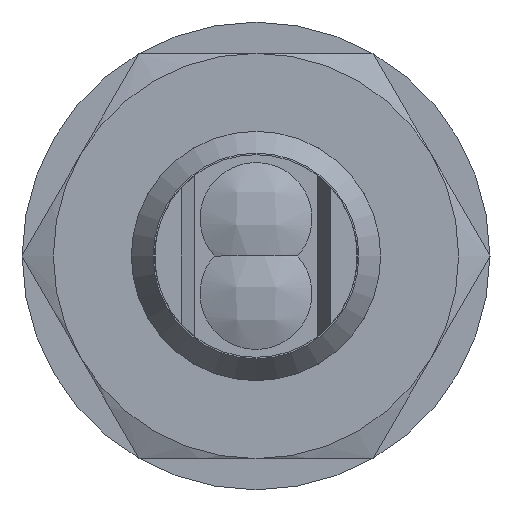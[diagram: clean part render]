
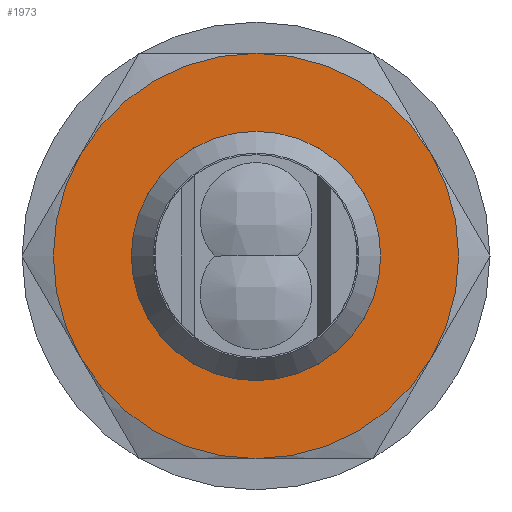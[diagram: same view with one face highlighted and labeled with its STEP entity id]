
A CAD part, left-side view. The second image highlights one B-rep face of the part: STEP entity #1973.
In plain terms, the highlighted planar face has unit normal (-1, 0, 0).
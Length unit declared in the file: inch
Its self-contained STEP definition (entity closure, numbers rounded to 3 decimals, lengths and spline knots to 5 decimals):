
#85 = DIRECTION ( 'NONE',  ( 0., 1., 0. ) ) ;
#142 = ORIENTED_EDGE ( 'NONE', *, *, #1841, .F. ) ;
#199 = VERTEX_POINT ( 'NONE', #4446 ) ;
#268 = EDGE_CURVE ( 'NONE', #4610, #569, #3406, .T. ) ;
#372 = FACE_OUTER_BOUND ( 'NONE', #2761, .T. ) ;
#569 = VERTEX_POINT ( 'NONE', #1393 ) ;
#691 = FACE_BOUND ( 'NONE', #3708, .T. ) ;
#709 = AXIS2_PLACEMENT_3D ( 'NONE', #3066, #3042, #1252 ) ;
#764 = EDGE_CURVE ( 'NONE', #4170, #3984, #1320, .T. ) ;
#776 = DIRECTION ( 'NONE',  ( 0., 0., -1. ) ) ;
#841 = CARTESIAN_POINT ( 'NONE',  ( 0.26575, 0., 0. ) ) ;
#854 = CIRCLE ( 'NONE', #3402, 0.25591 ) ;
#868 = DIRECTION ( 'NONE',  ( 0., 1., 0. ) ) ;
#901 = CIRCLE ( 'NONE', #3846, 0.15748 ) ;
#912 = CARTESIAN_POINT ( 'NONE',  ( 0.26575, 0., 0. ) ) ;
#1140 = ORIENTED_EDGE ( 'NONE', *, *, #3601, .F. ) ;
#1252 = DIRECTION ( 'NONE',  ( 0., 0., 1. ) ) ;
#1310 = DIRECTION ( 'NONE',  ( 0., 0., 1. ) ) ;
#1320 = CIRCLE ( 'NONE', #2015, 0.25591 ) ;
#1325 = AXIS2_PLACEMENT_3D ( 'NONE', #4662, #3575, #1310 ) ;
#1393 = CARTESIAN_POINT ( 'NONE',  ( 0.26575, -0.22162, -0.12795 ) ) ;
#1400 = EDGE_CURVE ( 'NONE', #4684, #4610, #3415, .T. ) ;
#1509 = DIRECTION ( 'NONE',  ( 0., 0., 1. ) ) ;
#1719 = CARTESIAN_POINT ( 'NONE',  ( 0.26575, 0., -0.15748 ) ) ;
#1802 = DIRECTION ( 'NONE',  ( 1., 0., 0. ) ) ;
#1841 = EDGE_CURVE ( 'NONE', #3984, #4684, #2099, .T. ) ;
#1876 = CARTESIAN_POINT ( 'NONE',  ( 0.26575, 0.22162, 0.12795 ) ) ;
#1883 = CARTESIAN_POINT ( 'NONE',  ( 0.26575, 0., 0.25591 ) ) ;
#1897 = DIRECTION ( 'NONE',  ( 0., 0., 1. ) ) ;
#1965 = DIRECTION ( 'NONE',  ( 1., 0., 0. ) ) ;
#1973 = ADVANCED_FACE ( 'NONE', ( #372, #691 ), #2225, .F. ) ;
#2015 = AXIS2_PLACEMENT_3D ( 'NONE', #2746, #1965, #85 ) ;
#2029 = AXIS2_PLACEMENT_3D ( 'NONE', #3723, #1802, #1509 ) ;
#2062 = DIRECTION ( 'NONE',  ( 1., 0., 0. ) ) ;
#2099 = CIRCLE ( 'NONE', #709, 0.25591 ) ;
#2225 = PLANE ( 'NONE',  #2029 ) ;
#2445 = EDGE_CURVE ( 'NONE', #569, #199, #2802, .T. ) ;
#2683 = ORIENTED_EDGE ( 'NONE', *, *, #2445, .F. ) ;
#2746 = CARTESIAN_POINT ( 'NONE',  ( 0.26575, 0., 0. ) ) ;
#2761 = EDGE_LOOP ( 'NONE', ( #4056, #3382, #142, #4759, #2972, #2683 ) ) ;
#2802 = CIRCLE ( 'NONE', #3423, 0.25591 ) ;
#2972 = ORIENTED_EDGE ( 'NONE', *, *, #2978, .F. ) ;
#2978 = EDGE_CURVE ( 'NONE', #199, #4170, #854, .T. ) ;
#3042 = DIRECTION ( 'NONE',  ( 1., 0., 0. ) ) ;
#3066 = CARTESIAN_POINT ( 'NONE',  ( 0.26575, 0., 0. ) ) ;
#3089 = CARTESIAN_POINT ( 'NONE',  ( 0.26575, 0., 0. ) ) ;
#3323 = CARTESIAN_POINT ( 'NONE',  ( 0.26575, 0., 0. ) ) ;
#3382 = ORIENTED_EDGE ( 'NONE', *, *, #1400, .F. ) ;
#3402 = AXIS2_PLACEMENT_3D ( 'NONE', #912, #2062, #4665 ) ;
#3405 = DIRECTION ( 'NONE',  ( 1., 0., 0. ) ) ;
#3406 = CIRCLE ( 'NONE', #3641, 0.25591 ) ;
#3415 = CIRCLE ( 'NONE', #1325, 0.25591 ) ;
#3423 = AXIS2_PLACEMENT_3D ( 'NONE', #3089, #4216, #1897 ) ;
#3575 = DIRECTION ( 'NONE',  ( 1., 0., 0. ) ) ;
#3594 = VERTEX_POINT ( 'NONE', #1719 ) ;
#3601 = EDGE_CURVE ( 'NONE', #3594, #3594, #901, .T. ) ;
#3641 = AXIS2_PLACEMENT_3D ( 'NONE', #841, #3405, #868 ) ;
#3708 = EDGE_LOOP ( 'NONE', ( #1140 ) ) ;
#3723 = CARTESIAN_POINT ( 'NONE',  ( 0.26575, -0.25591, 0. ) ) ;
#3846 = AXIS2_PLACEMENT_3D ( 'NONE', #3323, #4459, #776 ) ;
#3984 = VERTEX_POINT ( 'NONE', #1876 ) ;
#4056 = ORIENTED_EDGE ( 'NONE', *, *, #268, .F. ) ;
#4104 = CARTESIAN_POINT ( 'NONE',  ( 0.26575, -0.22162, 0.12795 ) ) ;
#4170 = VERTEX_POINT ( 'NONE', #4448 ) ;
#4216 = DIRECTION ( 'NONE',  ( 1., 0., 0. ) ) ;
#4446 = CARTESIAN_POINT ( 'NONE',  ( 0.26575, 0., -0.25591 ) ) ;
#4448 = CARTESIAN_POINT ( 'NONE',  ( 0.26575, 0.22162, -0.12795 ) ) ;
#4459 = DIRECTION ( 'NONE',  ( -1., 0., 0. ) ) ;
#4610 = VERTEX_POINT ( 'NONE', #4104 ) ;
#4662 = CARTESIAN_POINT ( 'NONE',  ( 0.26575, 0., 0. ) ) ;
#4665 = DIRECTION ( 'NONE',  ( 0., 0., 1. ) ) ;
#4684 = VERTEX_POINT ( 'NONE', #1883 ) ;
#4759 = ORIENTED_EDGE ( 'NONE', *, *, #764, .F. ) ;
